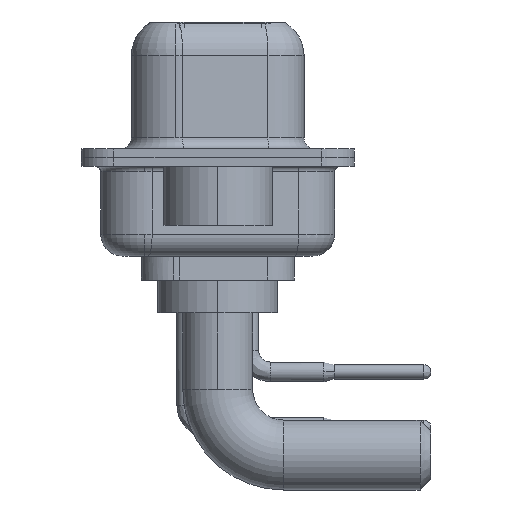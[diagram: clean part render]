
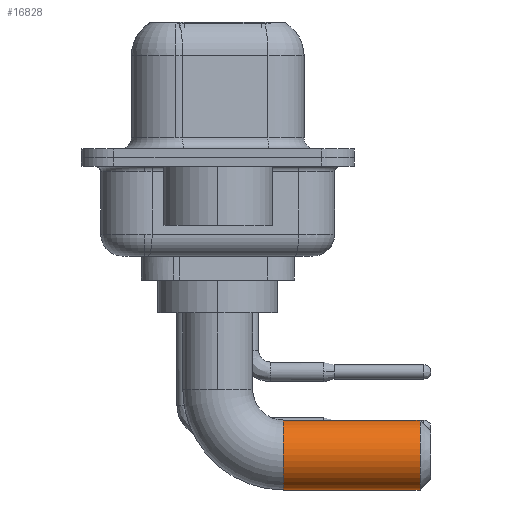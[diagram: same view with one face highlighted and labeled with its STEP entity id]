
A CAD part, left-side view. The second image highlights one B-rep face of the part: STEP entity #16828.
In plain terms, the highlighted cylindrical face has radius 1.6 mm (diameter 3.2 mm), a partial arc.
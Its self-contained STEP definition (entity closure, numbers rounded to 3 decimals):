
#849 = CIRCLE ( 'NONE', #6174, 1.6 ) ;
#1359 = AXIS2_PLACEMENT_3D ( 'NONE', #7939, #14771, #21577 ) ;
#2056 = CARTESIAN_POINT ( 'NONE',  ( 0., -3., -6.5 ) ) ;
#2148 = DIRECTION ( 'NONE',  ( 0., -1., 0. ) ) ;
#2706 = LINE ( 'NONE', #11082, #9867 ) ;
#3289 = DIRECTION ( 'NONE',  ( 0., 1., 0. ) ) ;
#6174 = AXIS2_PLACEMENT_3D ( 'NONE', #22071, #3289, #10102 ) ;
#7043 = VECTOR ( 'NONE', #2148, 1000. ) ;
#7903 = VERTEX_POINT ( 'NONE', #8661 ) ;
#7939 = CARTESIAN_POINT ( 'NONE',  ( 0., -3., -6.5 ) ) ;
#8661 = CARTESIAN_POINT ( 'NONE',  ( 0., -3., -4.9 ) ) ;
#9171 = DIRECTION ( 'NONE',  ( -1., 0., 0. ) ) ;
#9867 = VECTOR ( 'NONE', #17799, 1000. ) ;
#10102 = DIRECTION ( 'NONE',  ( 0., 0., -1. ) ) ;
#11082 = CARTESIAN_POINT ( 'NONE',  ( 0., -3., -4.9 ) ) ;
#11821 = VERTEX_POINT ( 'NONE', #15626 ) ;
#12069 = EDGE_CURVE ( 'NONE', #13528, #16416, #849, .T. ) ;
#13423 = FACE_OUTER_BOUND ( 'NONE', #13845, .T. ) ;
#13528 = VERTEX_POINT ( 'NONE', #14219 ) ;
#13845 = EDGE_LOOP ( 'NONE', ( #20929, #15013, #21031, #16929 ) ) ;
#14219 = CARTESIAN_POINT ( 'NONE',  ( 0., -9.25, -8.1 ) ) ;
#14771 = DIRECTION ( 'NONE',  ( 0., -1., 0. ) ) ;
#15013 = ORIENTED_EDGE ( 'NONE', *, *, #17941, .T. ) ;
#15431 = LINE ( 'NONE', #17001, #7043 ) ;
#15626 = CARTESIAN_POINT ( 'NONE',  ( 0., -3., -8.1 ) ) ;
#15689 = CARTESIAN_POINT ( 'NONE',  ( 0., -9.25, -4.9 ) ) ;
#16416 = VERTEX_POINT ( 'NONE', #15689 ) ;
#16551 = EDGE_CURVE ( 'NONE', #7903, #16416, #2706, .T. ) ;
#16828 = ADVANCED_FACE ( 'NONE', ( #13423 ), #20241, .T. ) ;
#16929 = ORIENTED_EDGE ( 'NONE', *, *, #12069, .T. ) ;
#16992 = EDGE_CURVE ( 'NONE', #11821, #13528, #15431, .T. ) ;
#17001 = CARTESIAN_POINT ( 'NONE',  ( 0., -3., -8.1 ) ) ;
#17064 = AXIS2_PLACEMENT_3D ( 'NONE', #2056, #21119, #9171 ) ;
#17799 = DIRECTION ( 'NONE',  ( 0., -1., 0. ) ) ;
#17941 = EDGE_CURVE ( 'NONE', #7903, #11821, #20976, .T. ) ;
#20241 = CYLINDRICAL_SURFACE ( 'NONE', #1359, 1.6 ) ;
#20929 = ORIENTED_EDGE ( 'NONE', *, *, #16551, .F. ) ;
#20976 = CIRCLE ( 'NONE', #17064, 1.6 ) ;
#21031 = ORIENTED_EDGE ( 'NONE', *, *, #16992, .T. ) ;
#21119 = DIRECTION ( 'NONE',  ( 0., -1., 0. ) ) ;
#21577 = DIRECTION ( 'NONE',  ( 0., 0., -1. ) ) ;
#22071 = CARTESIAN_POINT ( 'NONE',  ( 0., -9.25, -6.5 ) ) ;
